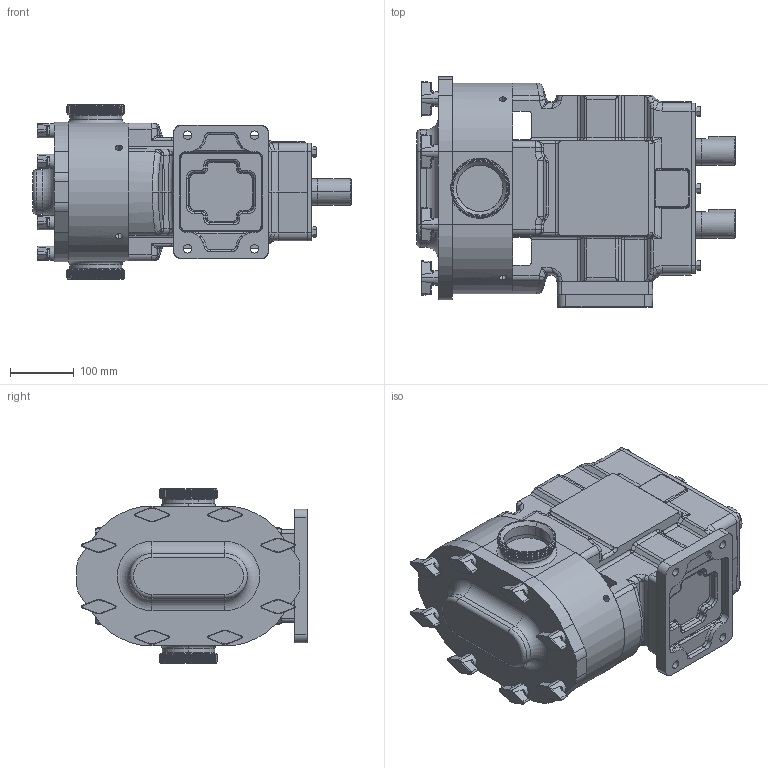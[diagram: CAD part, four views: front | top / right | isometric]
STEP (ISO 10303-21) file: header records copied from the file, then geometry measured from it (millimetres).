
FILE_DESCRIPTION (( 'STEP AP214' ), '1' );
FILE_NAME ('TRA10-1300-018.STEP', '2024-04-11T19:58:43', ( '' ), ( '' ), 'SwSTEP 2.0', 'SolidWorks 2022', '' );
FILE_SCHEMA (( 'AUTOMOTIVE_DESIGN' ));
Length unit declared in the file: inch
Products named in the file (5): TRA10-1300-018; TRA10-0600-GEARBOX-H; 1300IMDA30; TRA10-1300-BODY; TRA10-0600-COVER-STD
Assembly tree (5 placements, depth 2):
  TRA10-1300-018
    TRA10-0600-GEARBOX-H
    TRA10-1300-BODY
    TRA10-0600-COVER-STD
    1300IMDA30  x2
Bounding box: 499.28 x 360.3 x 273.05 mm (x, y, z)
Volume: 20908783.6 mm3; surface area: 897025.6 mm2
Topology: 5 solids, 5 shells, 1139 faces, 2735 edges, 1608 vertices
Faces by surface type: cylinder 412, plane 287, bspline 206, cone 122, torus 96, sphere 16
Entity records: 40079 total; most frequent: CARTESIAN_POINT 16771, ORIENTED_EDGE 5194, DIRECTION 4505, EDGE_CURVE 2597, AXIS2_PLACEMENT_3D 1744, VERTEX_POINT 1554, EDGE_LOOP 1135, FACE_OUTER_BOUND 1088
